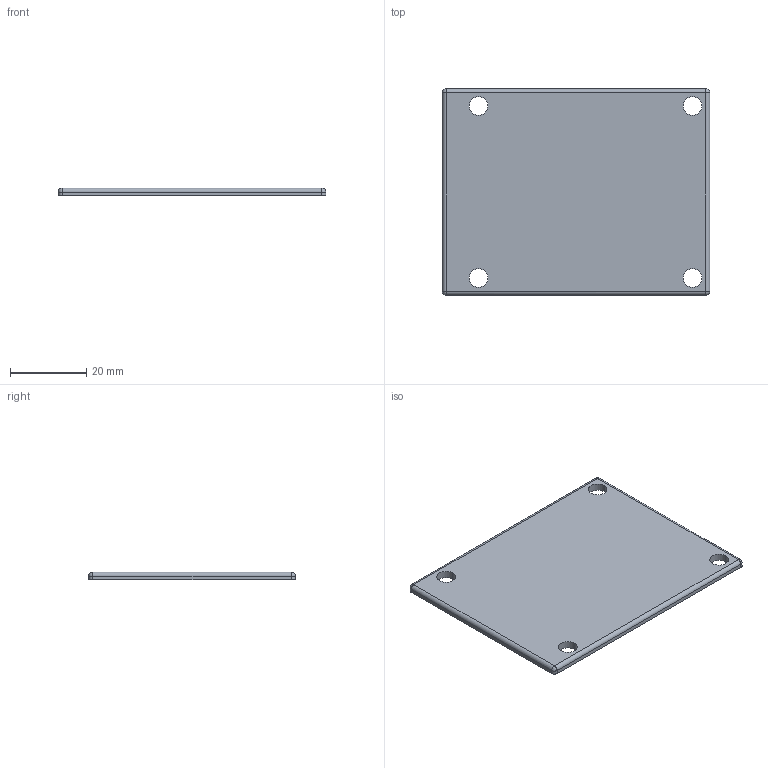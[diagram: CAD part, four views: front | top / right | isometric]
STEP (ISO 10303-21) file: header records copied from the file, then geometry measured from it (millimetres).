
FILE_DESCRIPTION(('CATIA V5 STEP Exchange'),'2;1');
FILE_NAME('控制器上盖.stp','2025-02-24T18:05:50+00:00',('none'),('none'),'CATIA Version 5 Release 21 GA (IN-10)','CATIA V5 STEP AP203','none');
FILE_SCHEMA(('CONFIG_CONTROL_DESIGN'));
Length unit declared in the file: millimetre
Products named in the file (1): 控制盒上盖
Bounding box: 70 x 54 x 2 mm (x, y, z)
Volume: 7354.9 mm3; surface area: 7917 mm2
Topology: 1 solids, 1 shells, 26 faces, 60 edges, 36 vertices
Faces by surface type: cylinder 16, plane 6, sphere 4
Entity records: 812 total; most frequent: CARTESIAN_POINT 193, ORIENTED_EDGE 120, DIRECTION 100, EDGE_CURVE 60, AXIS2_PLACEMENT_3D 51, VERTEX_POINT 36, EDGE_LOOP 34, VECTOR 28
